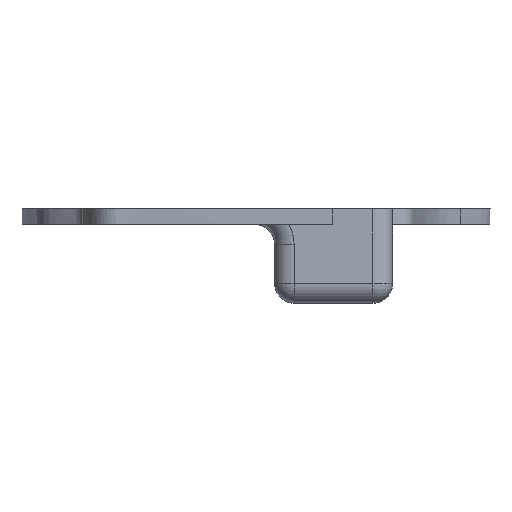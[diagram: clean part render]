
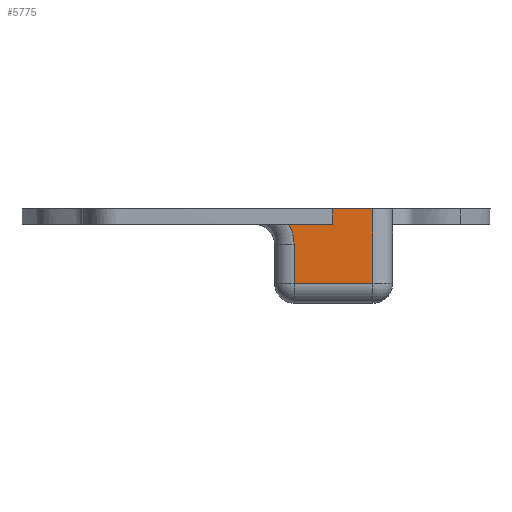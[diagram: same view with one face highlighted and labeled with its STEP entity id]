
A CAD part, left-side view. The second image highlights one B-rep face of the part: STEP entity #5775.
In plain terms, the highlighted planar face has unit normal (-1, 0, 0).
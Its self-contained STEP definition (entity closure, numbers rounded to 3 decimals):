
#128=PLANE('',#6118);
#393=FACE_OUTER_BOUND('',#716,.T.);
#716=EDGE_LOOP('',(#4402,#4403,#4404,#4405,#4406,#4407,#4408));
#1021=CIRCLE('',#6112,10.);
#1123=B_SPLINE_CURVE_WITH_KNOTS('',3,(#9758,#9759,#9760,#9761,#9762,#9763),
 .UNSPECIFIED.,.F.,.F.,(4,2,4),(-0.4,-0.2,0.),.UNSPECIFIED.);
#1268=LINE('',#8493,#1878);
#1469=LINE('',#9711,#2079);
#1476=LINE('',#9738,#2086);
#1480=LINE('',#9747,#2090);
#1485=LINE('',#9757,#2095);
#1878=VECTOR('',#6444,10.);
#2079=VECTOR('',#6741,10.);
#2086=VECTOR('',#6772,10.);
#2090=VECTOR('',#6786,10.);
#2095=VECTOR('',#6799,10.);
#2541=VERTEX_POINT('',#8481);
#2542=VERTEX_POINT('',#8492);
#2777=VERTEX_POINT('',#9704);
#2779=VERTEX_POINT('',#9709);
#2783=VERTEX_POINT('',#9727);
#2786=VERTEX_POINT('',#9734);
#2788=VERTEX_POINT('',#9756);
#3154=EDGE_CURVE('',#2541,#2542,#1268,.T.);
#3415=EDGE_CURVE('',#2779,#2777,#1469,.T.);
#3429=EDGE_CURVE('',#2783,#2786,#1476,.T.);
#3431=EDGE_CURVE('',#2786,#2541,#1021,.T.);
#3435=EDGE_CURVE('',#2777,#2783,#1480,.T.);
#3440=EDGE_CURVE('',#2788,#2779,#1485,.T.);
#3441=EDGE_CURVE('',#2542,#2788,#1123,.T.);
#4402=ORIENTED_EDGE('',*,*,#3431,.F.);
#4403=ORIENTED_EDGE('',*,*,#3429,.F.);
#4404=ORIENTED_EDGE('',*,*,#3435,.F.);
#4405=ORIENTED_EDGE('',*,*,#3415,.F.);
#4406=ORIENTED_EDGE('',*,*,#3440,.F.);
#4407=ORIENTED_EDGE('',*,*,#3441,.F.);
#4408=ORIENTED_EDGE('',*,*,#3154,.F.);
#5775=ADVANCED_FACE('',(#393),#128,.T.);
#6112=AXIS2_PLACEMENT_3D('',#9741,#6777,#6778);
#6118=AXIS2_PLACEMENT_3D('',#9755,#6797,#6798);
#6444=DIRECTION('',(0.,-1.,0.));
#6741=DIRECTION('',(0.,0.,-1.));
#6772=DIRECTION('',(0.,0.,1.));
#6777=DIRECTION('center_axis',(-1.,0.,0.));
#6778=DIRECTION('ref_axis',(0.,-0.707,0.707));
#6786=DIRECTION('',(0.,1.,0.));
#6797=DIRECTION('center_axis',(-1.,0.,0.));
#6798=DIRECTION('ref_axis',(0.,1.,0.));
#6799=DIRECTION('',(0.,-1.,0.));
#8481=CARTESIAN_POINT('',(-100.65,-3.358,0.));
#8492=CARTESIAN_POINT('',(-100.65,-14.507,0.));
#8493=CARTESIAN_POINT('',(-100.65,-4.349,0.));
#9704=CARTESIAN_POINT('',(-100.65,-24.697,-15.));
#9709=CARTESIAN_POINT('',(-100.65,-24.697,4.));
#9711=CARTESIAN_POINT('',(-100.65,-24.697,4.));
#9727=CARTESIAN_POINT('',(-100.65,-4.697,-15.));
#9734=CARTESIAN_POINT('',(-100.65,-4.697,-5.));
#9738=CARTESIAN_POINT('',(-100.65,-4.697,4.));
#9741=CARTESIAN_POINT('Origin',(-100.65,5.303,-5.));
#9747=CARTESIAN_POINT('',(-100.65,-22.197,-15.));
#9755=CARTESIAN_POINT('Origin',(-100.65,-29.697,4.));
#9756=CARTESIAN_POINT('',(-100.65,-14.507,4.));
#9757=CARTESIAN_POINT('',(-100.65,0.303,4.));
#9758=CARTESIAN_POINT('Ctrl Pts',(-100.65,-14.507,0.));
#9759=CARTESIAN_POINT('Ctrl Pts',(-100.65,-14.507,0.667));
#9760=CARTESIAN_POINT('Ctrl Pts',(-100.65,-14.507,1.333));
#9761=CARTESIAN_POINT('Ctrl Pts',(-100.65,-14.507,2.667));
#9762=CARTESIAN_POINT('Ctrl Pts',(-100.65,-14.507,3.333));
#9763=CARTESIAN_POINT('Ctrl Pts',(-100.65,-14.507,4.));
